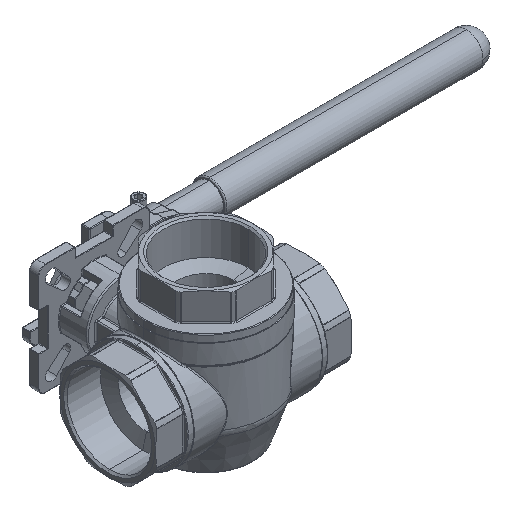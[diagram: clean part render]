
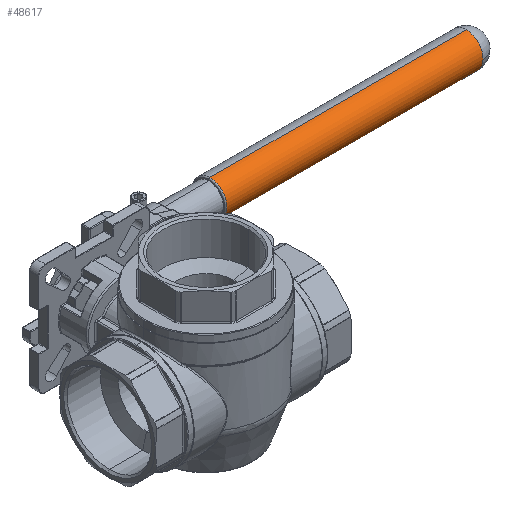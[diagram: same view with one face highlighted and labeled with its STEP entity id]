
A CAD part, isometric view. The second image highlights one B-rep face of the part: STEP entity #48617.
In plain terms, the highlighted cylindrical face has radius 14.5 mm (diameter 29 mm), a partial arc.
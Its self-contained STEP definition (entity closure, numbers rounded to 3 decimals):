
#662 = ORIENTED_EDGE ( 'NONE', *, *, #59702, .T. ) ;
#2776 = CARTESIAN_POINT ( 'NONE',  ( 379.01, 122.5, 14.5 ) ) ;
#4220 = CIRCLE ( 'NONE', #12460, 14.5 ) ;
#4827 = DIRECTION ( 'NONE',  ( 0., 0., 1. ) ) ;
#5302 = CARTESIAN_POINT ( 'NONE',  ( 126., 122.5, -14.5 ) ) ;
#5431 = VERTEX_POINT ( 'NONE', #47434 ) ;
#5440 = CARTESIAN_POINT ( 'NONE',  ( 126., 122.5, 0. ) ) ;
#5579 = CIRCLE ( 'NONE', #54667, 14.5 ) ;
#5751 = CYLINDRICAL_SURFACE ( 'NONE', #21778, 14.5 ) ;
#6425 = VECTOR ( 'NONE', #55004, 1000. ) ;
#9258 = CARTESIAN_POINT ( 'NONE',  ( 379.01, 122.5, 0. ) ) ;
#10909 = EDGE_CURVE ( 'NONE', #54125, #34915, #41767, .T. ) ;
#12460 = AXIS2_PLACEMENT_3D ( 'NONE', #42475, #51965, #56733 ) ;
#12782 = EDGE_CURVE ( 'NONE', #12874, #5431, #4220, .T. ) ;
#12874 = VERTEX_POINT ( 'NONE', #48856 ) ;
#12997 = EDGE_CURVE ( 'NONE', #53819, #5431, #17593, .T. ) ;
#13613 = CIRCLE ( 'NONE', #17902, 14.5 ) ;
#14679 = CARTESIAN_POINT ( 'NONE',  ( 345., 122.5, 14.5 ) ) ;
#17593 = LINE ( 'NONE', #32290, #6425 ) ;
#17744 = DIRECTION ( 'NONE',  ( 1., 0., 0. ) ) ;
#17902 = AXIS2_PLACEMENT_3D ( 'NONE', #5440, #48055, #4827 ) ;
#19233 = DIRECTION ( 'NONE',  ( 1., 0., 0. ) ) ;
#19242 = DIRECTION ( 'NONE',  ( 0., 0., -1. ) ) ;
#20208 = EDGE_LOOP ( 'NONE', ( #30826, #662, #32353, #55237, #58802 ) ) ;
#20359 = VECTOR ( 'NONE', #17744, 1000. ) ;
#21778 = AXIS2_PLACEMENT_3D ( 'NONE', #9258, #19233, #47115 ) ;
#27721 = EDGE_CURVE ( 'NONE', #34915, #12874, #5579, .T. ) ;
#30826 = ORIENTED_EDGE ( 'NONE', *, *, #10909, .F. ) ;
#32290 = CARTESIAN_POINT ( 'NONE',  ( 379.01, 122.5, -14.5 ) ) ;
#32353 = ORIENTED_EDGE ( 'NONE', *, *, #12997, .T. ) ;
#32967 = CARTESIAN_POINT ( 'NONE',  ( 126., 122.5, 14.5 ) ) ;
#33054 = DIRECTION ( 'NONE',  ( 1., 0., 0. ) ) ;
#33183 = FACE_OUTER_BOUND ( 'NONE', #20208, .T. ) ;
#34915 = VERTEX_POINT ( 'NONE', #14679 ) ;
#41767 = LINE ( 'NONE', #2776, #20359 ) ;
#42475 = CARTESIAN_POINT ( 'NONE',  ( 345., 122.5, 0. ) ) ;
#47115 = DIRECTION ( 'NONE',  ( 0., 0., -1. ) ) ;
#47434 = CARTESIAN_POINT ( 'NONE',  ( 345., 122.5, -14.5 ) ) ;
#48055 = DIRECTION ( 'NONE',  ( 1., 0., 0. ) ) ;
#48617 = ADVANCED_FACE ( 'NONE', ( #33183 ), #5751, .T. ) ;
#48856 = CARTESIAN_POINT ( 'NONE',  ( 345., 108., 0. ) ) ;
#51965 = DIRECTION ( 'NONE',  ( 1., 0., 0. ) ) ;
#53819 = VERTEX_POINT ( 'NONE', #5302 ) ;
#54125 = VERTEX_POINT ( 'NONE', #32967 ) ;
#54667 = AXIS2_PLACEMENT_3D ( 'NONE', #56808, #33054, #19242 ) ;
#55004 = DIRECTION ( 'NONE',  ( 1., 0., 0. ) ) ;
#55237 = ORIENTED_EDGE ( 'NONE', *, *, #12782, .F. ) ;
#56733 = DIRECTION ( 'NONE',  ( 0., 0., -1. ) ) ;
#56808 = CARTESIAN_POINT ( 'NONE',  ( 345., 122.5, 0. ) ) ;
#58802 = ORIENTED_EDGE ( 'NONE', *, *, #27721, .F. ) ;
#59702 = EDGE_CURVE ( 'NONE', #54125, #53819, #13613, .T. ) ;
